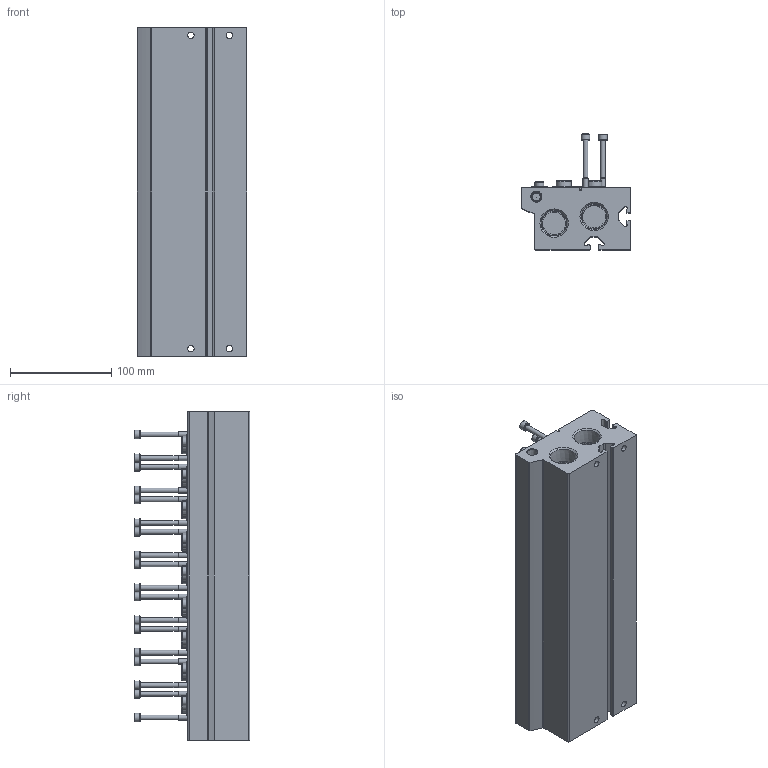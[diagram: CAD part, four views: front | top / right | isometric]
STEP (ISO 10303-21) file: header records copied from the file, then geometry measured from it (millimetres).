
FILE_DESCRIPTION(/* description */ ('STEP AP214'),/* implementation_level */ '2;1');
FILE_NAME(/* name */ '8026411_VABM-B10-30E-N34-9-P3',/* time_stamp */ '2024-09-15T23:16:25+02:00',/* author */ ('License CC BY-ND 4.0'),/* organization */ ('CADENAS'),/* preprocessor_version */ 'ST-DEVELOPER v19.3',/* originating_system */ 'PARTsolutions',/* authorisation */ ' ');
FILE_SCHEMA (('AUTOMOTIVE_DESIGN {1 0 10303 214 3 1 1}'));
Length unit declared in the file: millimetre
Products named in the file (7): 8026411 VABM-B10-30E-N34-9-P3; 8026411 VABM-B10-30E-N34-9-P3---(M); 1841579 VUVS-G38-2---(S); 2191444 F-M5x60-10.9; 1354302 VUVS-G18---(S); 31786 B-3/4-NPT---(Plug); 173985 B-1/8-NPT---(Plug)
Assembly tree (40 placements, depth 2):
  8026411 VABM-B10-30E-N34-9-P3
    8026411 VABM-B10-30E-N34-9-P3---(M)
    1841579 VUVS-G38-2---(S)  x9
    2191444 F-M5x60-10.9  x18
    1354302 VUVS-G18---(S)  x9
    31786 B-3/4-NPT---(Plug)  x2
    173985 B-1/8-NPT---(Plug)
Bounding box: 108.2 x 113.9 x 324 mm (x, y, z)
Volume: 1593107 mm3; surface area: 280452.7 mm2
Topology: 40 solids, 40 shells, 1554 faces, 3723 edges, 2354 vertices
Faces by surface type: plane 733, cylinder 453, cone 296, torus 72
Full cylindrical faces by diameter (mm): 3.5 x1, 4.134 x22, 4.366 x1, 4.75 x18, 5 x18, 5.5 x9, 6 x9, 6.3 x4, 8.2 x1, 8.5 x18, 8.9 x9, 9 x18, 10.8 x9, 12 x18, 14.288 x2, 15 x9, 15.1 x18, 18.1 x18, 22.8 x2
Entity records: 11654 total; most frequent: CARTESIAN_POINT 2323, DIRECTION 1951, ORIENTED_EDGE 1560, AXIS2_PLACEMENT_3D 784, EDGE_CURVE 780, FACE_BOUND 686, EDGE_LOOP 661, VERTEX_POINT 610
